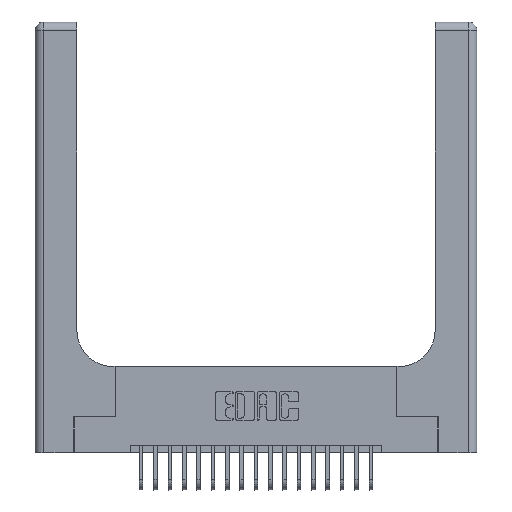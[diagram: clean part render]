
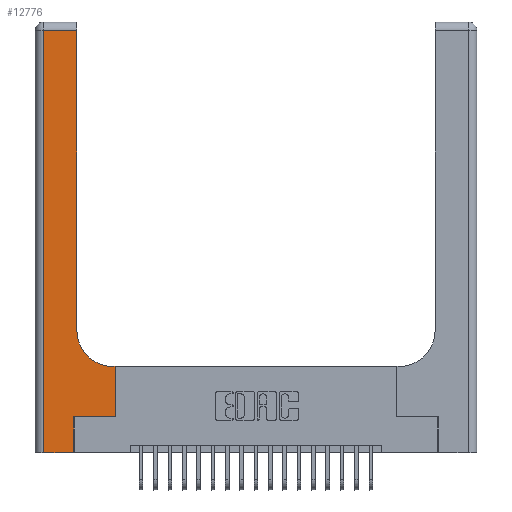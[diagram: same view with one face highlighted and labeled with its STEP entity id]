
A CAD part, top view. The second image highlights one B-rep face of the part: STEP entity #12776.
In plain terms, the highlighted planar face has unit normal (0, 0, 1).
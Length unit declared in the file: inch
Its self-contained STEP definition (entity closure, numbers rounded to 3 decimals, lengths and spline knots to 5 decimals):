
#229 = LINE ( 'NONE', #11696, #9635 ) ;
#569 = CARTESIAN_POINT ( 'NONE',  ( 0.2915, 0.85, 0.37 ) ) ;
#603 = LINE ( 'NONE', #4834, #7388 ) ;
#816 = DIRECTION ( 'NONE',  ( 0., 0., -1. ) ) ;
#899 = DIRECTION ( 'NONE',  ( -1., 0., 0. ) ) ;
#1767 = VERTEX_POINT ( 'NONE', #18237 ) ;
#1863 = CARTESIAN_POINT ( 'NONE',  ( 0.269, 0.25, 0.37 ) ) ;
#1980 = LINE ( 'NONE', #3995, #20762 ) ;
#2183 = DIRECTION ( 'NONE',  ( 0., -1., 0. ) ) ;
#2373 = CARTESIAN_POINT ( 'NONE',  ( 0.5415, 0.85, 0.37 ) ) ;
#2992 = CARTESIAN_POINT ( 'NONE',  ( 0.269, 0., 0.37 ) ) ;
#3584 = FACE_OUTER_BOUND ( 'NONE', #5074, .T. ) ;
#3653 = EDGE_CURVE ( 'NONE', #6405, #18630, #603, .T. ) ;
#3995 = CARTESIAN_POINT ( 'NONE',  ( 0.269, 0.25, 0.37 ) ) ;
#4300 = VERTEX_POINT ( 'NONE', #21831 ) ;
#4604 = DIRECTION ( 'NONE',  ( -1., 0., 0. ) ) ;
#4834 = CARTESIAN_POINT ( 'NONE',  ( 0.2915, 3., 0.37 ) ) ;
#4847 = EDGE_CURVE ( 'NONE', #18630, #13082, #229, .T. ) ;
#5074 = EDGE_LOOP ( 'NONE', ( #14836, #16590, #19218, #13771, #9867, #20726, #6080, #9452, #5391 ) ) ;
#5102 = CARTESIAN_POINT ( 'NONE',  ( 0.5585, 0.25, 0.37 ) ) ;
#5206 = DIRECTION ( 'NONE',  ( 0., 1., 0. ) ) ;
#5391 = ORIENTED_EDGE ( 'NONE', *, *, #11498, .T. ) ;
#5432 = AXIS2_PLACEMENT_3D ( 'NONE', #2373, #15092, #6113 ) ;
#6067 = DIRECTION ( 'NONE',  ( 1., 0., 0. ) ) ;
#6080 = ORIENTED_EDGE ( 'NONE', *, *, #7229, .T. ) ;
#6113 = DIRECTION ( 'NONE',  ( 1., 0., 0. ) ) ;
#6405 = VERTEX_POINT ( 'NONE', #569 ) ;
#6967 = CARTESIAN_POINT ( 'NONE',  ( 0.06, 2.94, 0.37 ) ) ;
#6977 = LINE ( 'NONE', #2992, #8690 ) ;
#7229 = EDGE_CURVE ( 'NONE', #23242, #1767, #15205, .T. ) ;
#7388 = VECTOR ( 'NONE', #17723, 39.37008 ) ;
#7633 = CIRCLE ( 'NONE', #5432, 0.25 ) ;
#8375 = VECTOR ( 'NONE', #5206, 39.37008 ) ;
#8690 = VECTOR ( 'NONE', #20996, 39.37008 ) ;
#9452 = ORIENTED_EDGE ( 'NONE', *, *, #10571, .T. ) ;
#9635 = VECTOR ( 'NONE', #899, 39.37008 ) ;
#9867 = ORIENTED_EDGE ( 'NONE', *, *, #19053, .T. ) ;
#10571 = EDGE_CURVE ( 'NONE', #1767, #4300, #11359, .T. ) ;
#10637 = AXIS2_PLACEMENT_3D ( 'NONE', #11685, #816, #4604 ) ;
#10703 = VECTOR ( 'NONE', #21164, 39.37008 ) ;
#11359 = LINE ( 'NONE', #23336, #14185 ) ;
#11498 = EDGE_CURVE ( 'NONE', #4300, #6405, #7633, .T. ) ;
#11685 = CARTESIAN_POINT ( 'NONE',  ( 0., 3., 0.37 ) ) ;
#11696 = CARTESIAN_POINT ( 'NONE',  ( 0., 2.94, 0.37 ) ) ;
#12123 = EDGE_CURVE ( 'NONE', #13082, #18256, #22977, .T. ) ;
#12367 = DIRECTION ( 'NONE',  ( -1., 0., 0. ) ) ;
#12776 = ADVANCED_FACE ( 'NONE', ( #3584 ), #18554, .F. ) ;
#13082 = VERTEX_POINT ( 'NONE', #6967 ) ;
#13771 = ORIENTED_EDGE ( 'NONE', *, *, #19078, .T. ) ;
#14185 = VECTOR ( 'NONE', #12367, 39.37008 ) ;
#14836 = ORIENTED_EDGE ( 'NONE', *, *, #3653, .T. ) ;
#14983 = CARTESIAN_POINT ( 'NONE',  ( 0.06, 3., 0.37 ) ) ;
#15092 = DIRECTION ( 'NONE',  ( 0., 0., -1. ) ) ;
#15205 = LINE ( 'NONE', #15928, #8375 ) ;
#15524 = LINE ( 'NONE', #17205, #10703 ) ;
#15762 = CARTESIAN_POINT ( 'NONE',  ( 0.2915, 2.94, 0.37 ) ) ;
#15928 = CARTESIAN_POINT ( 'NONE',  ( 0.5585, 0.25, 0.37 ) ) ;
#16192 = VERTEX_POINT ( 'NONE', #1863 ) ;
#16263 = EDGE_CURVE ( 'NONE', #16192, #23242, #1980, .T. ) ;
#16590 = ORIENTED_EDGE ( 'NONE', *, *, #4847, .T. ) ;
#17205 = CARTESIAN_POINT ( 'NONE',  ( 0., 0., 0.37 ) ) ;
#17723 = DIRECTION ( 'NONE',  ( 0., 1., 0. ) ) ;
#18237 = CARTESIAN_POINT ( 'NONE',  ( 0.5585, 0.6, 0.37 ) ) ;
#18256 = VERTEX_POINT ( 'NONE', #18353 ) ;
#18353 = CARTESIAN_POINT ( 'NONE',  ( 0.06, 0., 0.37 ) ) ;
#18554 = PLANE ( 'NONE',  #10637 ) ;
#18630 = VERTEX_POINT ( 'NONE', #15762 ) ;
#18673 = VERTEX_POINT ( 'NONE', #23321 ) ;
#19053 = EDGE_CURVE ( 'NONE', #18673, #16192, #6977, .T. ) ;
#19078 = EDGE_CURVE ( 'NONE', #18256, #18673, #15524, .T. ) ;
#19218 = ORIENTED_EDGE ( 'NONE', *, *, #12123, .T. ) ;
#19851 = VECTOR ( 'NONE', #2183, 39.37008 ) ;
#20726 = ORIENTED_EDGE ( 'NONE', *, *, #16263, .T. ) ;
#20762 = VECTOR ( 'NONE', #6067, 39.37008 ) ;
#20996 = DIRECTION ( 'NONE',  ( 0., 1., 0. ) ) ;
#21164 = DIRECTION ( 'NONE',  ( 1., 0., 0. ) ) ;
#21831 = CARTESIAN_POINT ( 'NONE',  ( 0.5415, 0.6, 0.37 ) ) ;
#22977 = LINE ( 'NONE', #14983, #19851 ) ;
#23242 = VERTEX_POINT ( 'NONE', #5102 ) ;
#23321 = CARTESIAN_POINT ( 'NONE',  ( 0.269, 0., 0.37 ) ) ;
#23336 = CARTESIAN_POINT ( 'NONE',  ( 0.2915, 0.6, 0.37 ) ) ;
